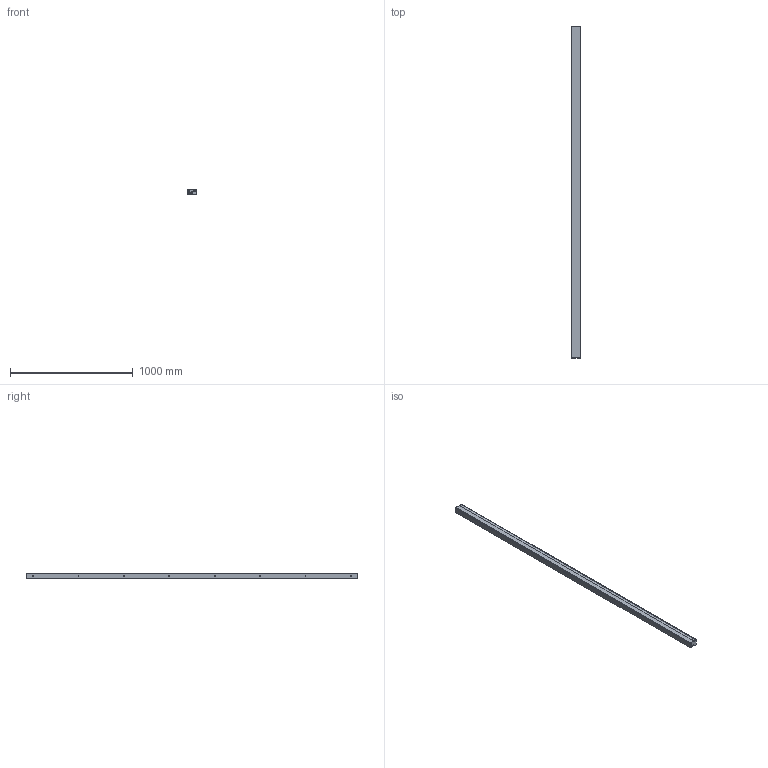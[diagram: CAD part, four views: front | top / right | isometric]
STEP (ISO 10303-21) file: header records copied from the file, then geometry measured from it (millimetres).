
FILE_DESCRIPTION(/* description */ (''),/* implementation_level */ '2;1');
FILE_NAME(/* name */ 'GB0203- pour step.stp',/* time_stamp */ '2019-08-26T11:37:09+02:00',/* author */ ('Michel'),/* organization */ (''),/* preprocessor_version */ 'ST-DEVELOPER v17.2',/* originating_system */ 'Autodesk Inventor 2019',/* authorisation */ '');
FILE_SCHEMA (('AUTOMOTIVE_DESIGN { 1 0 10303 214 3 1 1 }'));
Products named in the file (18): GB0203- pour step; 23388; 23301; 23309; 23310; 23340; 23341; 04674; 23342; 23339; 23343; 04044; 23344-modifié; 23313; 23318; 23337; 23581; 23384
Assembly tree (35 placements, depth 3):
  GB0203- pour step
    23388
    23301
    23309
      23340
      23341
      04674  x2
      23342
      23339
      23343
      04044
    23310
      23340
      23341
      04674  x2
      23342
      23339
      23343
      04044
    23344-modifié  x2
    23313  x2
      23318
      23337
    23581
    23384  x7
Bounding box: 71 x 2704 x 48 mm (x, y, z)
Volume: 1736750.9 mm3; surface area: 1687181.5 mm2
Topology: 86 solids, 92 shells, 3940 faces, 11284 edges, 7584 vertices
Faces by surface type: plane 1976, cylinder 1166, bspline 400, cone 230, torus 148, sphere 20
Full cylindrical faces by diameter (mm): 0.75 x4, 1 x2, 2 x8, 2.5 x4, 2.55 x4, 2.8 x2, 3 x9, 3.1 x4, 3.2 x2, 3.3 x8, 3.4 x6, 3.5 x10, 3.9 x4, 4.14 x4, 4.15 x4, 4.2 x12, 5 x82, 5.01 x4, 5.2 x4, 5.3 x8, 5.55 x2, 5.8 x10, 6 x14, 6.2 x6, 6.5 x4, 6.647 x2, 6.75 x2, 6.798 x2, 6.8 x6, 6.95 x2
Entity records: 137169 total; most frequent: CARTESIAN_POINT 40846, ORIENTED_EDGE 20422, DIRECTION 17818, EDGE_CURVE 10211, VERTEX_POINT 6898, AXIS2_PLACEMENT_3D 6129, LINE 5560, VECTOR 5560
